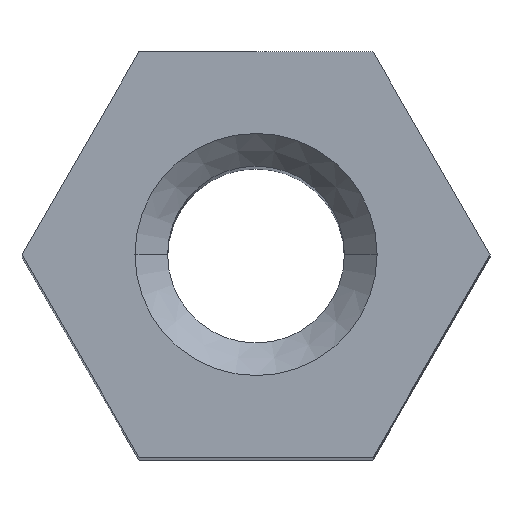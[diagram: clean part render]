
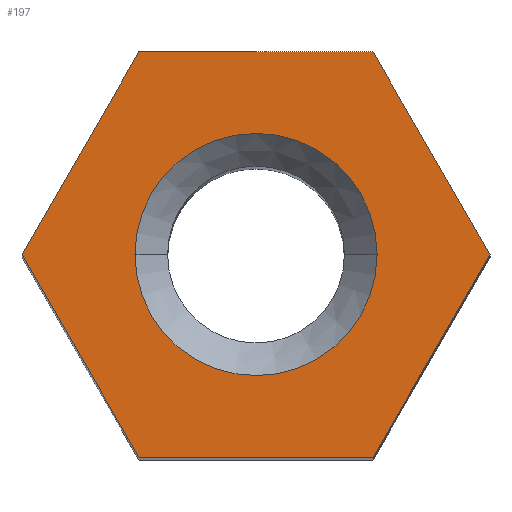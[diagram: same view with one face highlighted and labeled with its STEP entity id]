
A CAD part, top view. The second image highlights one B-rep face of the part: STEP entity #197.
In plain terms, the highlighted planar face has unit normal (0, 0, 1).
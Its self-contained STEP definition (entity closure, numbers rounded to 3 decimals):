
#2 = CARTESIAN_POINT ( 'NONE',  ( 1.79, 3.1, 12.7 ) ) ;
#8 = DIRECTION ( 'NONE',  ( 1., 0., 0. ) ) ;
#17 = CARTESIAN_POINT ( 'NONE',  ( -3.58, 0., 12.7 ) ) ;
#21 = LINE ( 'NONE', #251, #343 ) ;
#38 = DIRECTION ( 'NONE',  ( 0., 0., -1. ) ) ;
#40 = FACE_OUTER_BOUND ( 'NONE', #399, .T. ) ;
#43 = EDGE_CURVE ( 'NONE', #318, #408, #156, .T. ) ;
#45 = EDGE_CURVE ( 'NONE', #124, #306, #21, .T. ) ;
#47 = VERTEX_POINT ( 'NONE', #106 ) ;
#51 = PLANE ( 'NONE',  #113 ) ;
#55 = VECTOR ( 'NONE', #426, 1000. ) ;
#59 = ORIENTED_EDGE ( 'NONE', *, *, #304, .T. ) ;
#76 = EDGE_CURVE ( 'NONE', #364, #128, #185, .T. ) ;
#82 = DIRECTION ( 'NONE',  ( 0., 0., -1. ) ) ;
#83 = CARTESIAN_POINT ( 'NONE',  ( 1.79, 3.1, 12.7 ) ) ;
#85 = EDGE_CURVE ( 'NONE', #306, #47, #397, .T. ) ;
#99 = VECTOR ( 'NONE', #8, 1000. ) ;
#101 = EDGE_CURVE ( 'NONE', #406, #124, #371, .T. ) ;
#104 = DIRECTION ( 'NONE',  ( -0.5, -0.866, 0. ) ) ;
#106 = CARTESIAN_POINT ( 'NONE',  ( -1.79, -3.1, 12.7 ) ) ;
#113 = AXIS2_PLACEMENT_3D ( 'NONE', #180, #82, #430 ) ;
#124 = VERTEX_POINT ( 'NONE', #395 ) ;
#128 = VERTEX_POINT ( 'NONE', #218 ) ;
#132 = AXIS2_PLACEMENT_3D ( 'NONE', #136, #275, #380 ) ;
#136 = CARTESIAN_POINT ( 'NONE',  ( 0., 0.001, 12.7 ) ) ;
#141 = VECTOR ( 'NONE', #360, 1000. ) ;
#145 = DIRECTION ( 'NONE',  ( 0.5, -0.866, 0. ) ) ;
#156 = CIRCLE ( 'NONE', #132, 1.853 ) ;
#166 = CARTESIAN_POINT ( 'NONE',  ( 0., 0.001, 12.7 ) ) ;
#169 = CIRCLE ( 'NONE', #184, 1.853 ) ;
#172 = ORIENTED_EDGE ( 'NONE', *, *, #76, .T. ) ;
#178 = CARTESIAN_POINT ( 'NONE',  ( 1.79, -3.1, 12.7 ) ) ;
#180 = CARTESIAN_POINT ( 'NONE',  ( 0., -6.2, 12.7 ) ) ;
#184 = AXIS2_PLACEMENT_3D ( 'NONE', #166, #38, #246 ) ;
#185 = LINE ( 'NONE', #178, #55 ) ;
#197 = ADVANCED_FACE ( 'NONE', ( #298, #40 ), #51, .F. ) ;
#202 = EDGE_CURVE ( 'NONE', #47, #364, #226, .T. ) ;
#205 = DIRECTION ( 'NONE',  ( -0.5, 0.866, 0. ) ) ;
#209 = CARTESIAN_POINT ( 'NONE',  ( -3.58, 0., 12.7 ) ) ;
#218 = CARTESIAN_POINT ( 'NONE',  ( 3.58, 0., 12.7 ) ) ;
#226 = LINE ( 'NONE', #288, #99 ) ;
#228 = VECTOR ( 'NONE', #145, 1000. ) ;
#242 = CARTESIAN_POINT ( 'NONE',  ( 1.853, 0.001, 12.7 ) ) ;
#244 = ORIENTED_EDGE ( 'NONE', *, *, #202, .T. ) ;
#246 = DIRECTION ( 'NONE',  ( -1., 0., 0. ) ) ;
#251 = CARTESIAN_POINT ( 'NONE',  ( -1.79, 3.1, 12.7 ) ) ;
#275 = DIRECTION ( 'NONE',  ( 0., 0., -1. ) ) ;
#280 = VECTOR ( 'NONE', #205, 1000. ) ;
#288 = CARTESIAN_POINT ( 'NONE',  ( -1.79, -3.1, 12.7 ) ) ;
#298 = FACE_BOUND ( 'NONE', #402, .T. ) ;
#304 = EDGE_CURVE ( 'NONE', #128, #406, #316, .T. ) ;
#306 = VERTEX_POINT ( 'NONE', #209 ) ;
#316 = LINE ( 'NONE', #354, #280 ) ;
#318 = VERTEX_POINT ( 'NONE', #351 ) ;
#336 = ORIENTED_EDGE ( 'NONE', *, *, #370, .T. ) ;
#342 = CARTESIAN_POINT ( 'NONE',  ( 1.79, -3.1, 12.7 ) ) ;
#343 = VECTOR ( 'NONE', #104, 1000. ) ;
#349 = ORIENTED_EDGE ( 'NONE', *, *, #85, .T. ) ;
#351 = CARTESIAN_POINT ( 'NONE',  ( -1.852, 0.001, 12.7 ) ) ;
#354 = CARTESIAN_POINT ( 'NONE',  ( 3.58, 0., 12.7 ) ) ;
#360 = DIRECTION ( 'NONE',  ( -1., 0., 0. ) ) ;
#364 = VERTEX_POINT ( 'NONE', #342 ) ;
#370 = EDGE_CURVE ( 'NONE', #408, #318, #169, .T. ) ;
#371 = LINE ( 'NONE', #83, #141 ) ;
#380 = DIRECTION ( 'NONE',  ( -1., 0., 0. ) ) ;
#382 = ORIENTED_EDGE ( 'NONE', *, *, #101, .T. ) ;
#395 = CARTESIAN_POINT ( 'NONE',  ( -1.79, 3.1, 12.7 ) ) ;
#397 = LINE ( 'NONE', #17, #228 ) ;
#399 = EDGE_LOOP ( 'NONE', ( #172, #59, #382, #427, #349, #244 ) ) ;
#402 = EDGE_LOOP ( 'NONE', ( #336, #439 ) ) ;
#406 = VERTEX_POINT ( 'NONE', #2 ) ;
#408 = VERTEX_POINT ( 'NONE', #242 ) ;
#426 = DIRECTION ( 'NONE',  ( 0.5, 0.866, 0. ) ) ;
#427 = ORIENTED_EDGE ( 'NONE', *, *, #45, .T. ) ;
#430 = DIRECTION ( 'NONE',  ( -1., 0., 0. ) ) ;
#439 = ORIENTED_EDGE ( 'NONE', *, *, #43, .T. ) ;
